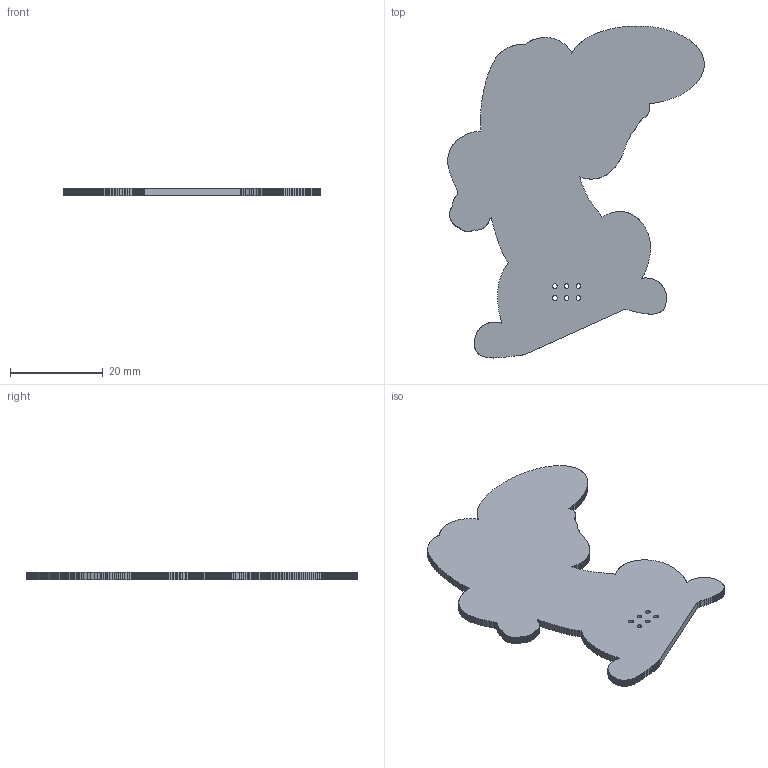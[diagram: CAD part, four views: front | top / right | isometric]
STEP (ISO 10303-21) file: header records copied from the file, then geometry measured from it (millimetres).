
FILE_DESCRIPTION(('KiCad electronic assembly'),'2;1');
FILE_NAME('SAO_AMAMW.step','2024-07-14T16:59:31',('Pcbnew'),('Kicad'), 'Open CASCADE STEP processor 7.8','KiCad to STEP converter','Unknown' );
FILE_SCHEMA(('AUTOMOTIVE_DESIGN { 1 0 10303 214 1 1 1 1 }'));
Length unit declared in the file: millimetre
Products named in the file (2): SAO_AMAMW 1; SAO_AMAMW_PCB
Assembly tree (1 placements, depth 2):
  SAO_AMAMW 1
    SAO_AMAMW_PCB
Bounding box: 55.29 x 71.56 x 1.6 mm (x, y, z)
Volume: 3740.9 mm3; surface area: 5131.9 mm2
Topology: 1 solids, 1 shells, 970 faces, 2904 edges, 1936 vertices
Faces by surface type: plane 964, cylinder 6
Full cylindrical faces by diameter (mm): 1.016 x6
Entity records: 32041 total; most frequent: CARTESIAN_POINT 5812, ORIENTED_EDGE 5808, DIRECTION 4860, EDGE_CURVE 2904, LINE 2892, VECTOR 2892, VERTEX_POINT 1936, AXIS2_PLACEMENT_3D 984
